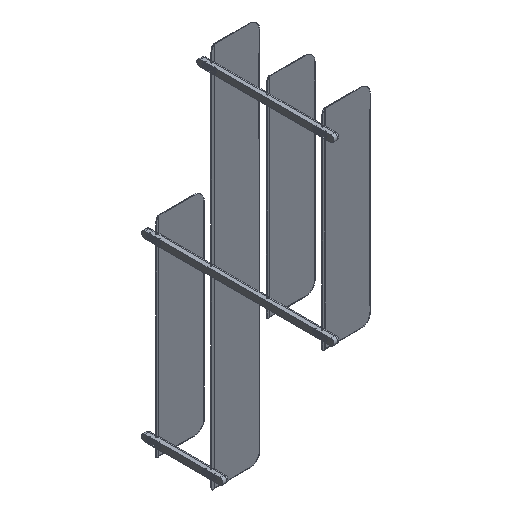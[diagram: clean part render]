
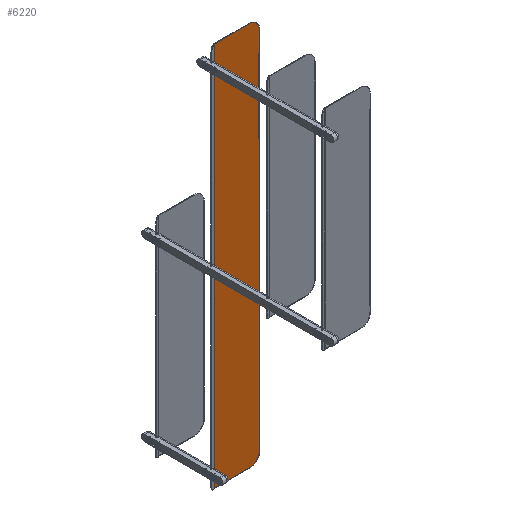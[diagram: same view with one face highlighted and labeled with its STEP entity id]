
A CAD part, isometric view. The second image highlights one B-rep face of the part: STEP entity #6220.
In plain terms, the highlighted planar face has unit normal (0, -1, 0).
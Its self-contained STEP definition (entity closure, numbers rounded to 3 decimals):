
#575=LINE('',#10378,#1149);
#576=LINE('',#10380,#1150);
#577=LINE('',#10384,#1151);
#578=LINE('',#10387,#1152);
#1149=VECTOR('',#8484,10.);
#1150=VECTOR('',#8485,10.);
#1151=VECTOR('',#8488,10.);
#1152=VECTOR('',#8491,10.);
#1772=FACE_OUTER_BOUND('',#2176,.T.);
#2176=EDGE_LOOP('',(#5235,#5236,#5237,#5238,#5239,#5240));
#2482=CIRCLE('',#6857,30.);
#2483=CIRCLE('',#6858,30.);
#2989=VERTEX_POINT('',#10376);
#2990=VERTEX_POINT('',#10377);
#2991=VERTEX_POINT('',#10379);
#2992=VERTEX_POINT('',#10381);
#2993=VERTEX_POINT('',#10383);
#2994=VERTEX_POINT('',#10385);
#3778=EDGE_CURVE('',#2989,#2990,#575,.T.);
#3779=EDGE_CURVE('',#2991,#2990,#576,.T.);
#3780=EDGE_CURVE('',#2992,#2991,#2482,.T.);
#3781=EDGE_CURVE('',#2993,#2992,#577,.T.);
#3782=EDGE_CURVE('',#2994,#2993,#2483,.T.);
#3783=EDGE_CURVE('',#2989,#2994,#578,.T.);
#5235=ORIENTED_EDGE('',*,*,#3778,.T.);
#5236=ORIENTED_EDGE('',*,*,#3779,.F.);
#5237=ORIENTED_EDGE('',*,*,#3780,.F.);
#5238=ORIENTED_EDGE('',*,*,#3781,.F.);
#5239=ORIENTED_EDGE('',*,*,#3782,.F.);
#5240=ORIENTED_EDGE('',*,*,#3783,.F.);
#5896=PLANE('',#6856);
#6220=ADVANCED_FACE('',(#1772),#5896,.F.);
#6856=AXIS2_PLACEMENT_3D('',#10375,#8482,#8483);
#6857=AXIS2_PLACEMENT_3D('',#10382,#8486,#8487);
#6858=AXIS2_PLACEMENT_3D('',#10386,#8489,#8490);
#8482=DIRECTION('center_axis',(0.,1.,0.));
#8483=DIRECTION('ref_axis',(0.,0.,1.));
#8484=DIRECTION('',(0.,0.,-1.));
#8485=DIRECTION('',(-1.,0.,0.));
#8486=DIRECTION('center_axis',(0.,1.,0.));
#8487=DIRECTION('ref_axis',(1.,0.,0.));
#8488=DIRECTION('',(0.,0.,-1.));
#8489=DIRECTION('center_axis',(0.,1.,0.));
#8490=DIRECTION('ref_axis',(0.,0.,1.));
#8491=DIRECTION('',(1.,0.,0.));
#10375=CARTESIAN_POINT('Origin',(942.902,340.,31.67));
#10376=CARTESIAN_POINT('',(874.737,340.,621.667));
#10377=CARTESIAN_POINT('',(874.79,340.,-558.333));
#10378=CARTESIAN_POINT('',(874.777,340.,-263.333));
#10379=CARTESIAN_POINT('',(983.681,340.,-558.328));
#10380=CARTESIAN_POINT('',(983.681,340.,-558.328));
#10381=CARTESIAN_POINT('',(1013.68,340.,-528.327));
#10382=CARTESIAN_POINT('Origin',(983.68,340.,-528.328));
#10383=CARTESIAN_POINT('',(1013.63,340.,591.673));
#10384=CARTESIAN_POINT('',(1013.63,340.,591.673));
#10385=CARTESIAN_POINT('',(983.629,340.,621.672));
#10386=CARTESIAN_POINT('Origin',(983.63,340.,591.672));
#10387=CARTESIAN_POINT('',(873.629,340.,621.667));
